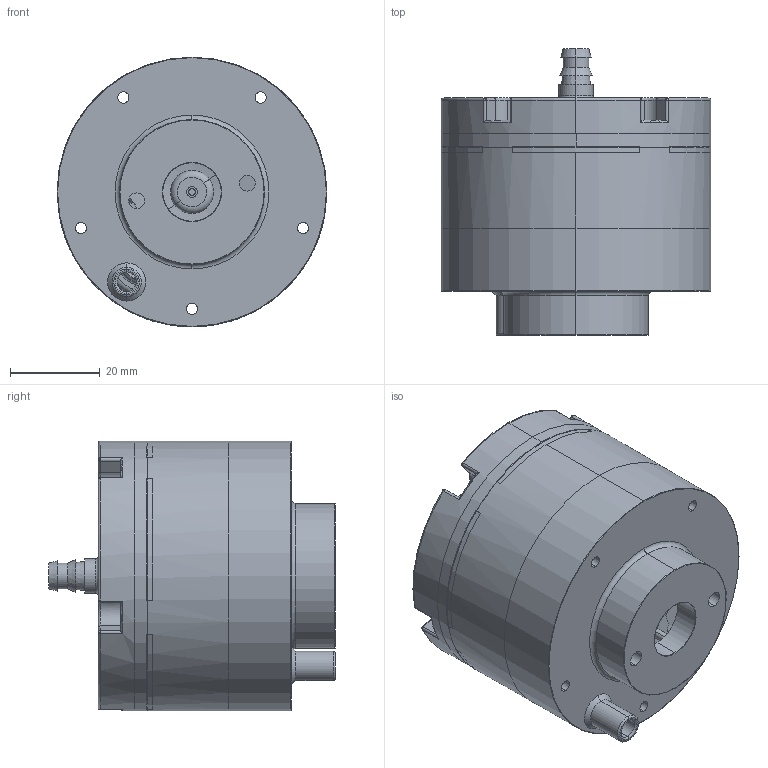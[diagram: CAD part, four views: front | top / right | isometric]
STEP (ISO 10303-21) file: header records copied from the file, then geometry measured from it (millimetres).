
FILE_DESCRIPTION (( 'STEP AP203' ), '1' );
FILE_NAME ('print_air.STEP', '2022-01-17T19:54:52', ( '' ), ( '' ), 'SwSTEP 2.0', 'SolidWorks 2021', '' );
FILE_SCHEMA (( 'CONFIG_CONTROL_DESIGN' ));
Length unit declared in the file: millimetre
Products named in the file (8): star; lid_up; upper_housing; lid_down; valve_part; print_air; membrane; motor_housing
Assembly tree (11 placements, depth 2):
  print_air
    motor_housing
    upper_housing
    membrane
    lid_down
    valve_part  x5
    lid_up
    star
Bounding box: 60 x 63.8 x 60 mm (x, y, z)
Volume: 57426.1 mm3; surface area: 60104.8 mm2
Topology: 12 solids, 12 shells, 1062 faces, 2572 edges, 1635 vertices
Faces by surface type: cylinder 522, plane 301, torus 113, cone 98, sphere 24, bspline 4
Entity records: 33001 total; most frequent: CARTESIAN_POINT 6706, DIRECTION 5776, ORIENTED_EDGE 4972, EDGE_CURVE 2486, AXIS2_PLACEMENT_3D 2380, VERTEX_POINT 1589, CIRCLE 1344, EDGE_LOOP 1293
